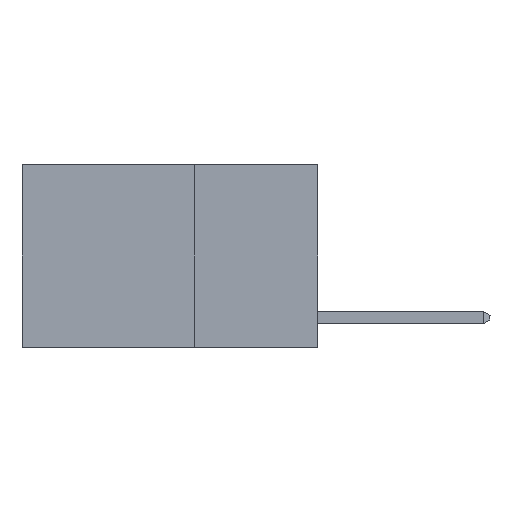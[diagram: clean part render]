
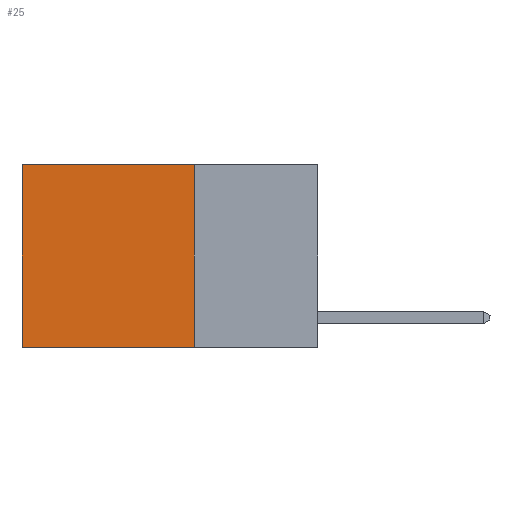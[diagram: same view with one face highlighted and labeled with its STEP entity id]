
A CAD part, left-side view. The second image highlights one B-rep face of the part: STEP entity #25.
In plain terms, the highlighted planar face has unit normal (-1, 0, 0).
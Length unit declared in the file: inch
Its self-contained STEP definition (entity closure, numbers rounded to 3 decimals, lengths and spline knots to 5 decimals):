
#25 = ADVANCED_FACE ( 'NONE', ( #5282 ), #21040, .F. ) ;
#459 = VECTOR ( 'NONE', #21297, 39.37008 ) ;
#465 = ORIENTED_EDGE ( 'NONE', *, *, #27241, .T. ) ;
#1349 = DIRECTION ( 'NONE',  ( 0., 1., 0. ) ) ;
#1428 = CARTESIAN_POINT ( 'NONE',  ( 0.2625, 0.25, 0. ) ) ;
#1905 = ORIENTED_EDGE ( 'NONE', *, *, #23774, .T. ) ;
#3153 = DIRECTION ( 'NONE',  ( 0., 0., -1. ) ) ;
#3171 = VERTEX_POINT ( 'NONE', #24305 ) ;
#3320 = EDGE_CURVE ( 'NONE', #26066, #22962, #21526, .T. ) ;
#5282 = FACE_OUTER_BOUND ( 'NONE', #16513, .T. ) ;
#6613 = VECTOR ( 'NONE', #25833, 39.37008 ) ;
#9476 = CARTESIAN_POINT ( 'NONE',  ( 0.2625, 0.6, -0.37 ) ) ;
#9669 = VECTOR ( 'NONE', #1349, 39.37008 ) ;
#14847 = LINE ( 'NONE', #17139, #459 ) ;
#15491 = EDGE_CURVE ( 'NONE', #22962, #23839, #14847, .T. ) ;
#16513 = EDGE_LOOP ( 'NONE', ( #465, #26492, #20064, #1905 ) ) ;
#17139 = CARTESIAN_POINT ( 'NONE',  ( 0.2625, 0.25, -0.37 ) ) ;
#17222 = CARTESIAN_POINT ( 'NONE',  ( 0.2625, 0.25, 0. ) ) ;
#18895 = DIRECTION ( 'NONE',  ( 1., 0., 0. ) ) ;
#19039 = LINE ( 'NONE', #21190, #6613 ) ;
#20064 = ORIENTED_EDGE ( 'NONE', *, *, #3320, .F. ) ;
#20201 = AXIS2_PLACEMENT_3D ( 'NONE', #22758, #18895, #3153 ) ;
#20386 = CARTESIAN_POINT ( 'NONE',  ( 0.2625, 0.25, 0. ) ) ;
#21040 = PLANE ( 'NONE',  #20201 ) ;
#21190 = CARTESIAN_POINT ( 'NONE',  ( 0.2625, 0.6, 0. ) ) ;
#21297 = DIRECTION ( 'NONE',  ( 0., 1., 0. ) ) ;
#21526 = LINE ( 'NONE', #17222, #23439 ) ;
#22664 = LINE ( 'NONE', #20386, #9669 ) ;
#22758 = CARTESIAN_POINT ( 'NONE',  ( 0.2625, 0.25, 0. ) ) ;
#22962 = VERTEX_POINT ( 'NONE', #24705 ) ;
#23439 = VECTOR ( 'NONE', #28094, 39.37008 ) ;
#23774 = EDGE_CURVE ( 'NONE', #26066, #3171, #22664, .T. ) ;
#23839 = VERTEX_POINT ( 'NONE', #9476 ) ;
#24305 = CARTESIAN_POINT ( 'NONE',  ( 0.2625, 0.6, 0. ) ) ;
#24705 = CARTESIAN_POINT ( 'NONE',  ( 0.2625, 0.25, -0.37 ) ) ;
#25833 = DIRECTION ( 'NONE',  ( 0., 0., -1. ) ) ;
#26066 = VERTEX_POINT ( 'NONE', #1428 ) ;
#26492 = ORIENTED_EDGE ( 'NONE', *, *, #15491, .F. ) ;
#27241 = EDGE_CURVE ( 'NONE', #3171, #23839, #19039, .T. ) ;
#28094 = DIRECTION ( 'NONE',  ( 0., 0., -1. ) ) ;
